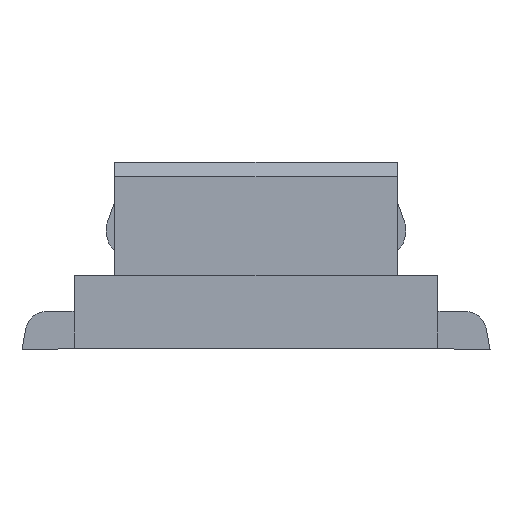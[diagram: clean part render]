
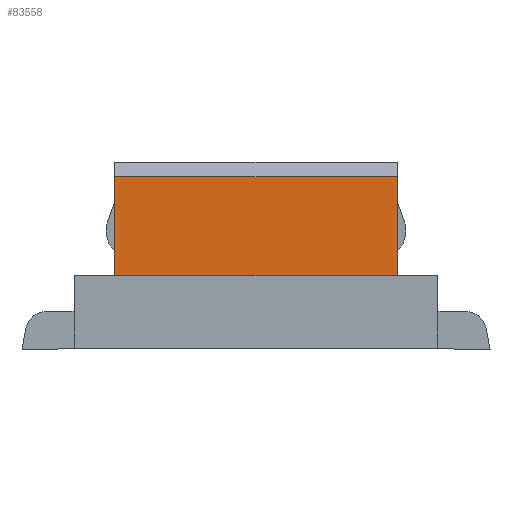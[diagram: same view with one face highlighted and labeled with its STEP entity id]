
A CAD part, left-side view. The second image highlights one B-rep face of the part: STEP entity #83558.
In plain terms, the highlighted planar face has unit normal (-1, 0, 0).
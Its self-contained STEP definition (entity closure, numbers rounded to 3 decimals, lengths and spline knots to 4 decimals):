
#28795=DIRECTION('',(0.,0.,1.));
#28796=VECTOR('',#28795,0.68);
#28797=CARTESIAN_POINT('',(-2.4775,-0.9793,
0.5));
#28798=LINE('',#28797,#28796);
#28839=DIRECTION('',(0.,1.,0.));
#28840=VECTOR('',#28839,0.45);
#28841=CARTESIAN_POINT('',(-2.4775,0.5207,
0.5));
#28842=LINE('',#28841,#28840);
#28847=DIRECTION('',(0.,1.,0.));
#28848=VECTOR('',#28847,0.45);
#28849=CARTESIAN_POINT('',(-2.4775,-0.9793,
0.5));
#28850=LINE('',#28849,#28848);
#28879=DIRECTION('',(0.,0.,1.));
#28880=VECTOR('',#28879,0.68);
#28881=CARTESIAN_POINT('',(-2.4775,0.9707,
0.5));
#28882=LINE('',#28881,#28880);
#28903=DIRECTION('',(0.,0.,1.));
#28904=VECTOR('',#28903,0.5);
#28905=CARTESIAN_POINT('',(-2.4775,0.5207,
0.));
#28906=LINE('',#28905,#28904);
#28907=DIRECTION('',(0.,1.,0.));
#28908=VECTOR('',#28907,1.05);
#28909=CARTESIAN_POINT('',(-2.4775,-0.5293,
0.));
#28910=LINE('',#28909,#28908);
#28927=DIRECTION('',(0.,0.,-1.));
#28928=VECTOR('',#28927,0.5);
#28929=CARTESIAN_POINT('',(-2.4775,-0.5293,
0.5));
#28930=LINE('',#28929,#28928);
#28943=DIRECTION('',(0.,1.,0.));
#28944=VECTOR('',#28943,1.95);
#28945=CARTESIAN_POINT('',(-2.4775,-0.9793,
1.18));
#28946=LINE('',#28945,#28944);
#42191=CARTESIAN_POINT('',(-2.4775,0.5207,
0.));
#42193=VERTEX_POINT('',#42191);
#42197=CARTESIAN_POINT('',(-2.4775,-0.5293,
0.));
#42198=VERTEX_POINT('',#42197);
#42199=CARTESIAN_POINT('',(-2.4775,0.5207,
0.5));
#42200=VERTEX_POINT('',#42199);
#42203=CARTESIAN_POINT('',(-2.4775,-0.5293,
0.5));
#42204=VERTEX_POINT('',#42203);
#42205=CARTESIAN_POINT('',(-2.4775,-0.9793,
0.5));
#42206=VERTEX_POINT('',#42205);
#42207=CARTESIAN_POINT('',(-2.4775,-0.9793,
1.18));
#42208=VERTEX_POINT('',#42207);
#42209=CARTESIAN_POINT('',(-2.4775,0.9707,
1.18));
#42210=VERTEX_POINT('',#42209);
#42211=CARTESIAN_POINT('',(-2.4775,0.9707,
0.5));
#42212=VERTEX_POINT('',#42211);
#83540=CARTESIAN_POINT('',(-2.4775,-0.0043,
0.59));
#83541=DIRECTION('',(1.,0.,0.));
#83542=DIRECTION('',(0.,-1.,0.));
#83543=AXIS2_PLACEMENT_3D('',#83540,#83541,#83542);
#83544=PLANE('',#83543);
#83546=ORIENTED_EDGE('',*,*,#83545,.T.);
#83547=ORIENTED_EDGE('',*,*,#83474,.T.);
#83548=ORIENTED_EDGE('',*,*,#83521,.T.);
#83550=ORIENTED_EDGE('',*,*,#83549,.F.);
#83551=ORIENTED_EDGE('',*,*,#83406,.F.);
#83552=ORIENTED_EDGE('',*,*,#83482,.T.);
#83554=ORIENTED_EDGE('',*,*,#83553,.T.);
#83555=ORIENTED_EDGE('',*,*,#47811,.T.);
#83556=EDGE_LOOP('',(#83546,#83547,#83548,#83550,#83551,#83552,#83554,#83555));
#83557=FACE_OUTER_BOUND('',#83556,.F.);
#47811=EDGE_CURVE('',#42198,#42193,#28910,.T.);
#83406=EDGE_CURVE('',#42206,#42208,#28798,.T.);
#83474=EDGE_CURVE('',#42200,#42212,#28842,.T.);
#83482=EDGE_CURVE('',#42206,#42204,#28850,.T.);
#83521=EDGE_CURVE('',#42212,#42210,#28882,.T.);
#83545=EDGE_CURVE('',#42193,#42200,#28906,.T.);
#83549=EDGE_CURVE('',#42208,#42210,#28946,.T.);
#83553=EDGE_CURVE('',#42204,#42198,#28930,.T.);
#83558=ADVANCED_FACE('',(#83557),#83544,.F.);
